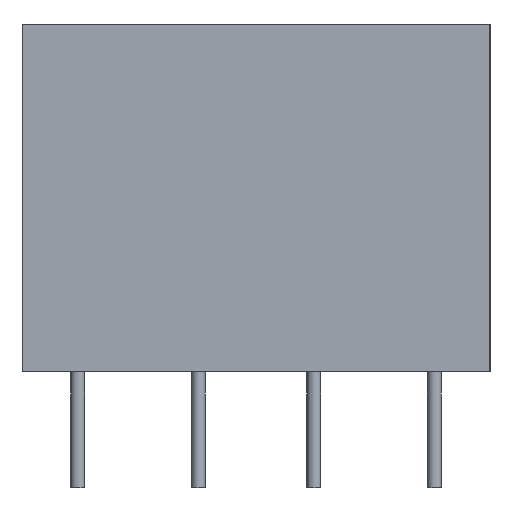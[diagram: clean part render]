
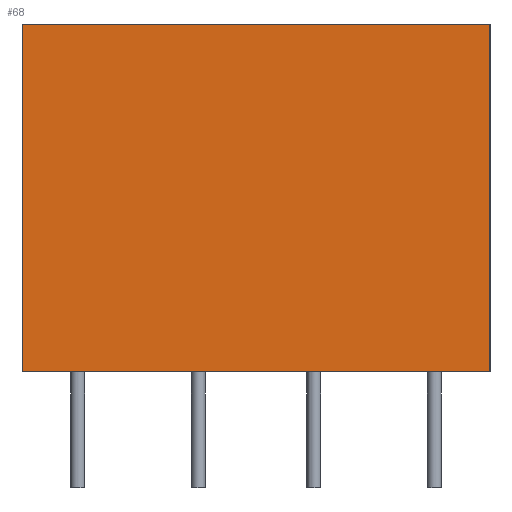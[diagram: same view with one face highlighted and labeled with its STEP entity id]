
A CAD part, left-side view. The second image highlights one B-rep face of the part: STEP entity #68.
In plain terms, the highlighted planar face has unit normal (-1, 0, 0).
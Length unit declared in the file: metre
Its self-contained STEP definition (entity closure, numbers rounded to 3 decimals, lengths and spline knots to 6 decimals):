
#68 = ADVANCED_FACE( '', ( #141 ), #142, .F. );
#141 = FACE_OUTER_BOUND( '', #226, .T. );
#142 = PLANE( '', #227 );
#226 = EDGE_LOOP( '', ( #294, #295, #296, #297 ) );
#227 = AXIS2_PLACEMENT_3D( '', #298, #299, #300 );
#294 = ORIENTED_EDGE( '', *, *, #387, .T. );
#295 = ORIENTED_EDGE( '', *, *, #396, .F. );
#296 = ORIENTED_EDGE( '', *, *, #397, .F. );
#297 = ORIENTED_EDGE( '', *, *, #398, .T. );
#298 = CARTESIAN_POINT( '', ( -0.017, -0.003927, 0.015 ) );
#299 = DIRECTION( '', ( 1., 0., 0. ) );
#300 = DIRECTION( '', ( 0., 1., 0. ) );
#387 = EDGE_CURVE( '', #425, #426, #427, .T. );
#396 = EDGE_CURVE( '', #440, #426, #441, .T. );
#397 = EDGE_CURVE( '', #442, #440, #443, .T. );
#398 = EDGE_CURVE( '', #442, #425, #444, .T. );
#425 = VERTEX_POINT( '', #479 );
#426 = VERTEX_POINT( '', #480 );
#427 = LINE( '', #481, #482 );
#440 = VERTEX_POINT( '', #498 );
#441 = LINE( '', #499, #500 );
#442 = VERTEX_POINT( '', #501 );
#443 = LINE( '', #502, #503 );
#444 = LINE( '', #504, #505 );
#479 = CARTESIAN_POINT( '', ( -0.017, 0.0101, 0. ) );
#480 = CARTESIAN_POINT( '', ( -0.017, -0.0101, 0. ) );
#481 = CARTESIAN_POINT( '', ( -0.017, -0.003927, 0. ) );
#482 = VECTOR( '', #544, 1. );
#498 = CARTESIAN_POINT( '', ( -0.017, -0.0101, 0.015 ) );
#499 = CARTESIAN_POINT( '', ( -0.017, -0.0101, 0.015 ) );
#500 = VECTOR( '', #554, 1. );
#501 = CARTESIAN_POINT( '', ( -0.017, 0.0101, 0.015 ) );
#502 = CARTESIAN_POINT( '', ( -0.017, -0.003927, 0.015 ) );
#503 = VECTOR( '', #555, 1. );
#504 = CARTESIAN_POINT( '', ( -0.017, 0.0101, 0.015 ) );
#505 = VECTOR( '', #556, 1. );
#544 = DIRECTION( '', ( 0., -1., 0. ) );
#554 = DIRECTION( '', ( 0., 0., -1. ) );
#555 = DIRECTION( '', ( 0., -1., 0. ) );
#556 = DIRECTION( '', ( 0., 0., -1. ) );
